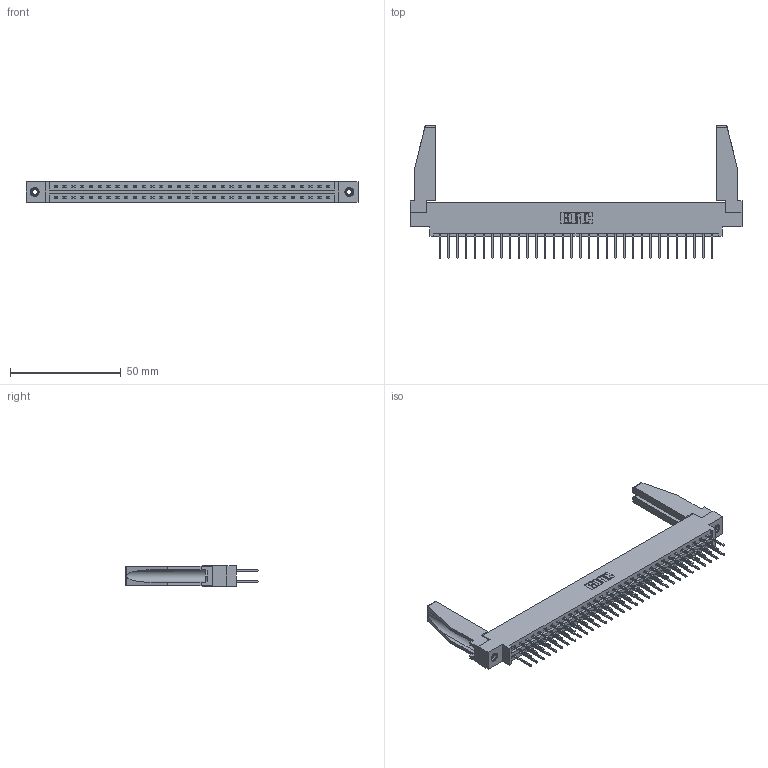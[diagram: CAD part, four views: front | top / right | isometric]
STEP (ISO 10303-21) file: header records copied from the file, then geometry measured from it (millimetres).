
FILE_DESCRIPTION (( 'STEP AP203' ), '1' );
FILE_NAME ('387-064-523-878.STEP', '2019-10-19T16:27:23', ( '' ), ( '' ), 'SwSTEP 2.0', 'SolidWorks 2016', '' );
FILE_SCHEMA (( 'CONFIG_CONTROL_DESIGN' ));
Length unit declared in the file: inch
Products named in the file (5): 337 Part_0.170 Offset - 0.156 Dia-TI; 387-064-523-878; 345-292-001_345-293-123; 307-220-078; 345-250-001_345-250-001-102
Assembly tree (69 placements, depth 2):
  387-064-523-878
    337 Part_0.170 Offset - 0.156 Dia-TI
    345-292-001_345-293-123  x64
    345-250-001_345-250-001-102  x2
    307-220-078  x2
Bounding box: 149.81 x 59.95 x 9.4 mm (x, y, z)
Volume: 19662 mm3; surface area: 22178 mm2
Topology: 69 solids, 69 shells, 3704 faces, 10957 edges, 7210 vertices
Faces by surface type: plane 2590, cylinder 1098, cone 12, torus 4
Entity records: 28694 total; most frequent: CARTESIAN_POINT 4844, ORIENTED_EDGE 4736, DIRECTION 4144, EDGE_CURVE 2368, VECTOR 2202, LINE 2202, VERTEX_POINT 1572, AXIS2_PLACEMENT_3D 971
